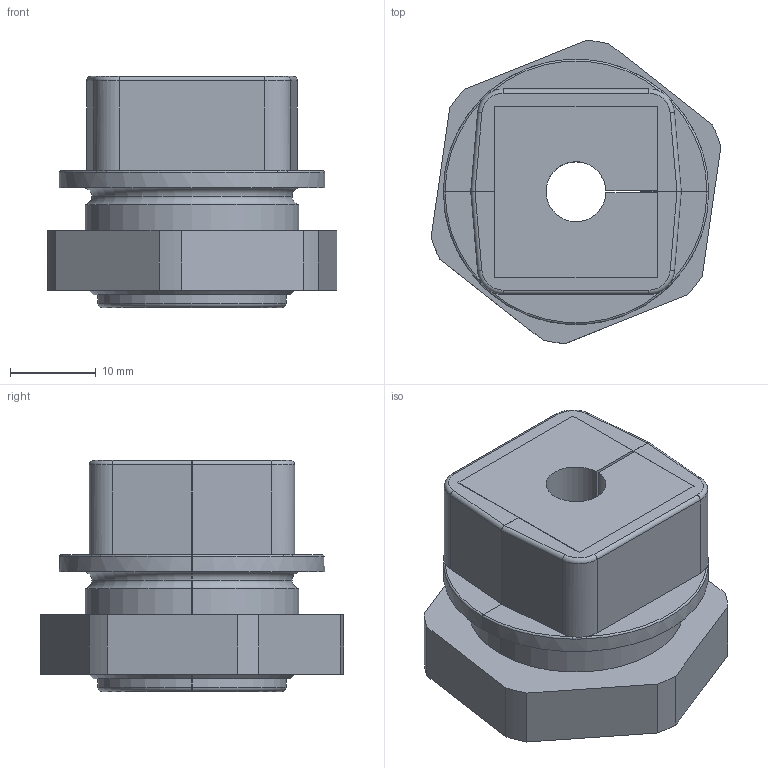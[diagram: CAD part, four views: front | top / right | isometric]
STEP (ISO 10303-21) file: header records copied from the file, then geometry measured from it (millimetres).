
FILE_DESCRIPTION(('STEP AP242'),'1');
FILE_NAME('45702.stp','2020-03-30T09:12:07',('TraceParts'),('TraceParts S.A.'),'Spatial InterOp 3D',' ',' ');
FILE_SCHEMA(('AP242_MANAGED_MODEL_BASED_3D_ENGINEERING_MIM_LF {1 0 10303 442 1 1 4}'));
Length unit declared in the file: millimetre
Products named in the file (1): 45702_1
Bounding box: 33.86 x 35.42 x 27 mm (x, y, z)
Volume: 12371.9 mm3; surface area: 9615.5 mm2
Topology: 4 solids, 4 shells, 123 faces, 329 edges, 214 vertices
Faces by surface type: plane 63, cylinder 32, torus 22, bspline 4, cone 2
Entity records: 4084 total; most frequent: CARTESIAN_POINT 986, ORIENTED_EDGE 658, DIRECTION 637, EDGE_CURVE 329, AXIS2_PLACEMENT_3D 225, VERTEX_POINT 214, LINE 187, VECTOR 187
